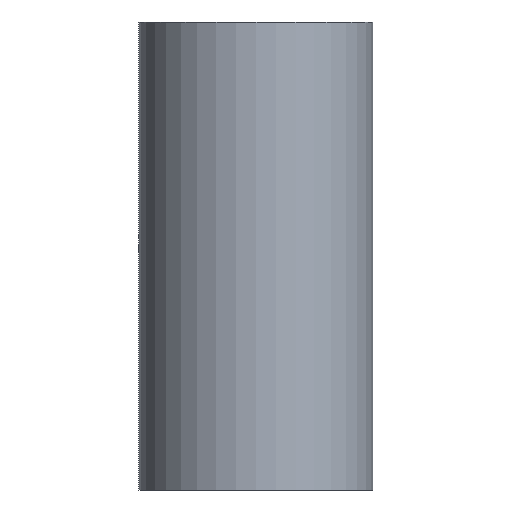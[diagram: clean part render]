
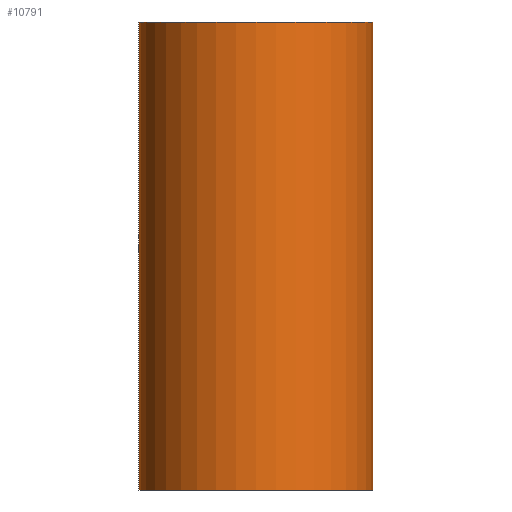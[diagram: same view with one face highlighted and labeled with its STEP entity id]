
A CAD part, front view. The second image highlights one B-rep face of the part: STEP entity #10791.
In plain terms, the highlighted cylindrical face has radius 50 mm (diameter 100 mm), a full revolution.
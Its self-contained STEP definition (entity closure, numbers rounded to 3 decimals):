
#237=CYLINDRICAL_SURFACE('',#11254,50.);
#1973=LINE('',#23265,#2672);
#2672=VECTOR('',#12854,50.);
#3340=FACE_OUTER_BOUND('',#3903,.T.);
#3903=EDGE_LOOP('',(#10199,#10200,#10201,#10202));
#3906=CIRCLE('',#10812,50.);
#3961=CIRCLE('',#10924,50.);
#4077=VERTEX_POINT('',#12953);
#4711=VERTEX_POINT('',#15454);
#5196=EDGE_CURVE('',#4077,#4077,#3906,.T.);
#5887=EDGE_CURVE('',#4711,#4711,#3961,.T.);
#6848=EDGE_CURVE('',#4077,#4711,#1973,.T.);
#10199=ORIENTED_EDGE('',*,*,#5196,.F.);
#10200=ORIENTED_EDGE('',*,*,#6848,.T.);
#10201=ORIENTED_EDGE('',*,*,#5887,.T.);
#10202=ORIENTED_EDGE('',*,*,#6848,.F.);
#10791=ADVANCED_FACE('',(#3340),#237,.T.);
#10812=AXIS2_PLACEMENT_3D('',#12954,#11282,#11283);
#10924=AXIS2_PLACEMENT_3D('',#15455,#11883,#11884);
#11254=AXIS2_PLACEMENT_3D('',#23264,#12852,#12853);
#11282=DIRECTION('center_axis',(0.,0.,1.));
#11283=DIRECTION('ref_axis',(1.,0.,0.));
#11883=DIRECTION('center_axis',(0.,0.,1.));
#11884=DIRECTION('ref_axis',(1.,0.,0.));
#12852=DIRECTION('center_axis',(0.,0.,1.));
#12853=DIRECTION('ref_axis',(1.,0.,0.));
#12854=DIRECTION('',(0.,0.,-1.));
#12953=CARTESIAN_POINT('',(-50.,0.,200.));
#12954=CARTESIAN_POINT('Origin',(0.,0.,200.));
#15454=CARTESIAN_POINT('',(-50.,0.,0.));
#15455=CARTESIAN_POINT('Origin',(0.,0.,0.));
#23264=CARTESIAN_POINT('Origin',(0.,0.,0.));
#23265=CARTESIAN_POINT('',(-50.,0.,0.));
